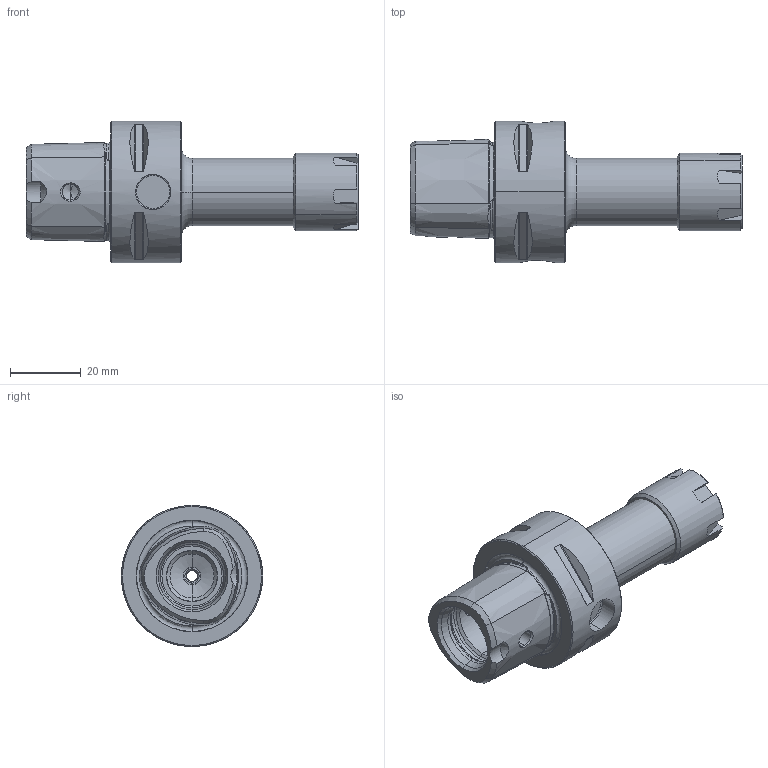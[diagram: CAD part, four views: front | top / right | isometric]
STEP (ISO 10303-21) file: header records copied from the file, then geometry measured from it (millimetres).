
FILE_DESCRIPTION (( 'STEP AP214' ), '1' );
FILE_NAME ('PS4.E17.K01.070.STEP', '2023-01-25T15:10:52', ( '' ), ( '' ), 'SwSTEP 2.0', 'SolidWorks 2017', '' );
FILE_SCHEMA (( 'AUTOMOTIVE_DESIGN' ));
Length unit declared in the file: millimetre
Products named in the file (4): ERU-AN2.K01.016_A; PS4.E17.K01.070; E17-ER1.001.018; PS4-E17.K01.070_A_Fertigbearbeitung
Assembly tree (3 placements, depth 2):
  PS4.E17.K01.070
    PS4-E17.K01.070_A_Fertigbearbeitung
    E17-ER1.001.018
    ERU-AN2.K01.016_A
Bounding box: 94 x 40 x 40 mm (x, y, z)
Volume: 40625.9 mm3; surface area: 15862.7 mm2
Topology: 3 solids, 3 shells, 252 faces, 606 edges, 365 vertices
Faces by surface type: cone 78, plane 78, cylinder 52, torus 44
Entity records: 8267 total; most frequent: CARTESIAN_POINT 2194, DIRECTION 1237, ORIENTED_EDGE 1204, EDGE_CURVE 602, AXIS2_PLACEMENT_3D 502, VERTEX_POINT 365, EDGE_LOOP 269, FACE_OUTER_BOUND 252
